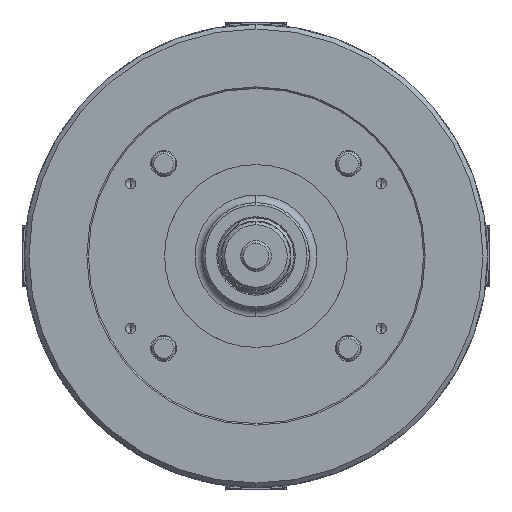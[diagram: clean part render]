
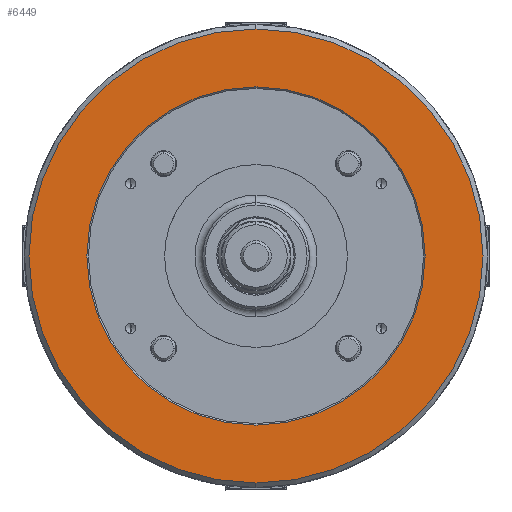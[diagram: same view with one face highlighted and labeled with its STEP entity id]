
A CAD part, left-side view. The second image highlights one B-rep face of the part: STEP entity #6449.
In plain terms, the highlighted planar face has unit normal (-1, 0, 0).
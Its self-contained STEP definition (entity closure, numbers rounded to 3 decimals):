
#783 = CIRCLE ( 'NONE', #16806, 149. ) ;
#1106 = CARTESIAN_POINT ( 'NONE',  ( -107., 152., 0. ) ) ;
#2399 = DIRECTION ( 'NONE',  ( 1., 0., 0. ) ) ;
#3150 = AXIS2_PLACEMENT_3D ( 'NONE', #9182, #39368, #13488 ) ;
#3633 = ORIENTED_EDGE ( 'NONE', *, *, #4207, .T. ) ;
#3789 = CARTESIAN_POINT ( 'NONE',  ( -107., 0., -149. ) ) ;
#4142 = AXIS2_PLACEMENT_3D ( 'NONE', #28323, #2399, #32657 ) ;
#4207 = EDGE_CURVE ( 'NONE', #8550, #23137, #35178, .T. ) ;
#6449 = ADVANCED_FACE ( 'NONE', ( #27511, #24822 ), #52758, .T. ) ;
#7484 = DIRECTION ( 'NONE',  ( 0., 0., 1. ) ) ;
#8550 = VERTEX_POINT ( 'NONE', #25205 ) ;
#8686 = AXIS2_PLACEMENT_3D ( 'NONE', #1106, #48402, #35339 ) ;
#9182 = CARTESIAN_POINT ( 'NONE',  ( -107., 0., 0. ) ) ;
#10645 = DIRECTION ( 'NONE',  ( -1., 0., 0. ) ) ;
#13488 = DIRECTION ( 'NONE',  ( 0., 0., 1. ) ) ;
#14620 = CIRCLE ( 'NONE', #3150, 149. ) ;
#14821 = ORIENTED_EDGE ( 'NONE', *, *, #35104, .T. ) ;
#16806 = AXIS2_PLACEMENT_3D ( 'NONE', #36521, #10645, #40848 ) ;
#18853 = VERTEX_POINT ( 'NONE', #3789 ) ;
#19453 = AXIS2_PLACEMENT_3D ( 'NONE', #49622, #33348, #7484 ) ;
#20317 = EDGE_CURVE ( 'NONE', #18853, #39527, #783, .T. ) ;
#23137 = VERTEX_POINT ( 'NONE', #28058 ) ;
#24822 = FACE_OUTER_BOUND ( 'NONE', #37385, .T. ) ;
#25205 = CARTESIAN_POINT ( 'NONE',  ( -107., 0., -111. ) ) ;
#25925 = CIRCLE ( 'NONE', #4142, 111. ) ;
#25970 = ORIENTED_EDGE ( 'NONE', *, *, #41219, .T. ) ;
#27511 = FACE_BOUND ( 'NONE', #45983, .T. ) ;
#28058 = CARTESIAN_POINT ( 'NONE',  ( -107., 0., 111. ) ) ;
#28323 = CARTESIAN_POINT ( 'NONE',  ( -107., 0., 0. ) ) ;
#32657 = DIRECTION ( 'NONE',  ( 0., 0., 1. ) ) ;
#33348 = DIRECTION ( 'NONE',  ( 1., 0., 0. ) ) ;
#33487 = CARTESIAN_POINT ( 'NONE',  ( -107., 0., 149. ) ) ;
#35104 = EDGE_CURVE ( 'NONE', #39527, #18853, #14620, .T. ) ;
#35178 = CIRCLE ( 'NONE', #19453, 111. ) ;
#35339 = DIRECTION ( 'NONE',  ( 0., 0., 1. ) ) ;
#36521 = CARTESIAN_POINT ( 'NONE',  ( -107., 0., 0. ) ) ;
#37385 = EDGE_LOOP ( 'NONE', ( #39666, #14821 ) ) ;
#39368 = DIRECTION ( 'NONE',  ( -1., 0., 0. ) ) ;
#39527 = VERTEX_POINT ( 'NONE', #33487 ) ;
#39666 = ORIENTED_EDGE ( 'NONE', *, *, #20317, .T. ) ;
#40848 = DIRECTION ( 'NONE',  ( 0., 0., 1. ) ) ;
#41219 = EDGE_CURVE ( 'NONE', #23137, #8550, #25925, .T. ) ;
#45983 = EDGE_LOOP ( 'NONE', ( #25970, #3633 ) ) ;
#48402 = DIRECTION ( 'NONE',  ( -1., 0., 0. ) ) ;
#49622 = CARTESIAN_POINT ( 'NONE',  ( -107., 0., 0. ) ) ;
#52758 = PLANE ( 'NONE',  #8686 ) ;
